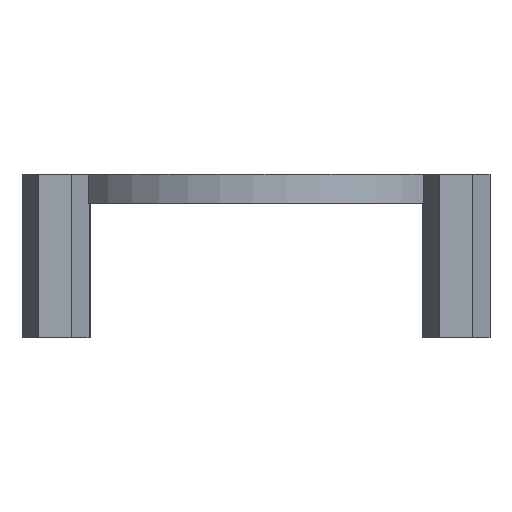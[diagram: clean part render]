
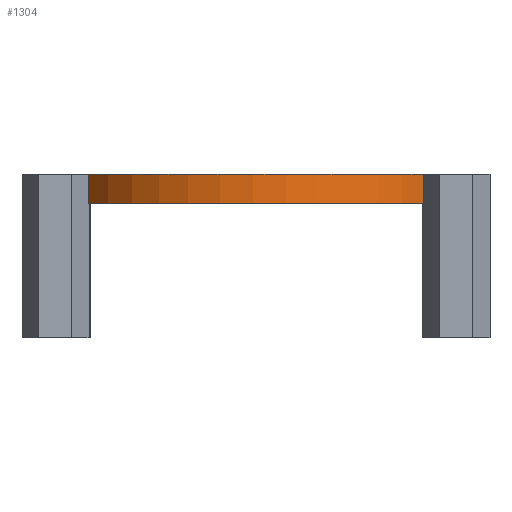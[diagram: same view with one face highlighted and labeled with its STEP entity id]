
A CAD part, left-side view. The second image highlights one B-rep face of the part: STEP entity #1304.
In plain terms, the highlighted cylindrical face has radius 23.429 mm (diameter 46.857 mm), a partial arc.
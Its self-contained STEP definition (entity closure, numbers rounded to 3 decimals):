
#86=CYLINDRICAL_SURFACE('',#1411,23.429);
#132=FACE_OUTER_BOUND('',#205,.T.);
#205=EDGE_LOOP('',(#1098,#1099,#1100,#1101));
#339=LINE('',#2057,#498);
#340=LINE('',#2061,#499);
#498=VECTOR('',#1679,10.);
#499=VECTOR('',#1684,10.);
#565=CIRCLE('',#1376,23.429);
#572=CIRCLE('',#1412,23.429);
#616=VERTEX_POINT('',#1899);
#617=VERTEX_POINT('',#1901);
#666=VERTEX_POINT('',#2055);
#667=VERTEX_POINT('',#2059);
#751=EDGE_CURVE('',#617,#616,#565,.T.);
#829=EDGE_CURVE('',#616,#666,#339,.T.);
#830=EDGE_CURVE('',#667,#666,#572,.T.);
#831=EDGE_CURVE('',#617,#667,#340,.T.);
#1098=ORIENTED_EDGE('',*,*,#751,.T.);
#1099=ORIENTED_EDGE('',*,*,#829,.T.);
#1100=ORIENTED_EDGE('',*,*,#830,.F.);
#1101=ORIENTED_EDGE('',*,*,#831,.F.);
#1304=ADVANCED_FACE('',(#132),#86,.T.);
#1376=AXIS2_PLACEMENT_3D('',#1902,#1538,#1539);
#1411=AXIS2_PLACEMENT_3D('',#2058,#1680,#1681);
#1412=AXIS2_PLACEMENT_3D('',#2060,#1682,#1683);
#1538=DIRECTION('center_axis',(0.,0.,1.));
#1539=DIRECTION('ref_axis',(-0.049,0.999,0.));
#1679=DIRECTION('',(0.,0.,1.));
#1680=DIRECTION('center_axis',(0.,0.,1.));
#1681=DIRECTION('ref_axis',(-0.049,0.999,0.));
#1682=DIRECTION('center_axis',(0.,0.,1.));
#1683=DIRECTION('ref_axis',(-0.049,0.999,0.));
#1684=DIRECTION('',(0.,0.,1.));
#1899=CARTESIAN_POINT('',(-163.417,-10.901,15.6));
#1901=CARTESIAN_POINT('',(-162.007,27.972,15.6));
#1902=CARTESIAN_POINT('Origin',(-149.658,8.062,15.6));
#2055=CARTESIAN_POINT('',(-163.417,-10.901,19.));
#2057=CARTESIAN_POINT('',(-163.417,-10.901,0.));
#2058=CARTESIAN_POINT('Origin',(-149.658,8.062,0.));
#2059=CARTESIAN_POINT('',(-162.007,27.972,19.));
#2060=CARTESIAN_POINT('Origin',(-149.658,8.062,19.));
#2061=CARTESIAN_POINT('',(-162.007,27.972,0.));
